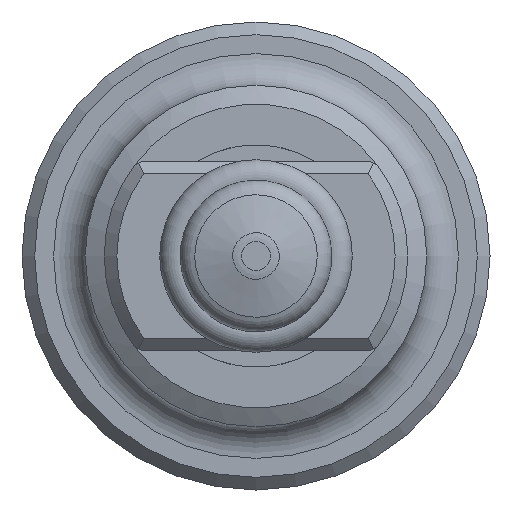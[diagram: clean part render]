
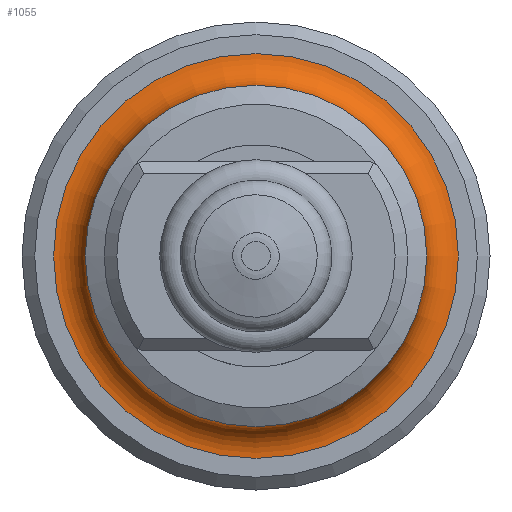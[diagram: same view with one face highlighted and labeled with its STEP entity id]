
A CAD part, left-side view. The second image highlights one B-rep face of the part: STEP entity #1055.
In plain terms, the highlighted toroidal (fillet/blend) face has major radius 20.32 mm and minor radius 3.175 mm.
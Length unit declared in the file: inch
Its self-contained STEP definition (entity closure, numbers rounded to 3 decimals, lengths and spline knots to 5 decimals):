
#131=TOROIDAL_SURFACE('',#1173,0.8,0.125);
#266=FACE_BOUND('',#420,.T.);
#320=FACE_OUTER_BOUND('',#419,.T.);
#419=EDGE_LOOP('',(#886));
#420=EDGE_LOOP('',(#887));
#499=CIRCLE('',#1167,0.8);
#502=CIRCLE('',#1174,0.675);
#588=VERTEX_POINT('',#1756);
#591=VERTEX_POINT('',#1766);
#698=EDGE_CURVE('',#588,#588,#499,.T.);
#701=EDGE_CURVE('',#591,#591,#502,.T.);
#886=ORIENTED_EDGE('',*,*,#701,.T.);
#887=ORIENTED_EDGE('',*,*,#698,.T.);
#1055=ADVANCED_FACE('',(#320,#266),#131,.F.);
#1167=AXIS2_PLACEMENT_3D('',#1757,#1416,#1417);
#1173=AXIS2_PLACEMENT_3D('',#1765,#1428,#1429);
#1174=AXIS2_PLACEMENT_3D('',#1767,#1430,#1431);
#1416=DIRECTION('center_axis',(-1.,0.,0.));
#1417=DIRECTION('ref_axis',(0.,1.,0.));
#1428=DIRECTION('center_axis',(1.,0.,0.));
#1429=DIRECTION('ref_axis',(0.,0.,1.));
#1430=DIRECTION('center_axis',(1.,0.,0.));
#1431=DIRECTION('ref_axis',(0.,1.,0.));
#1756=CARTESIAN_POINT('',(2.02,-0.8,0.));
#1757=CARTESIAN_POINT('Origin',(2.02,0.,0.));
#1765=CARTESIAN_POINT('Origin',(1.895,0.,0.));
#1766=CARTESIAN_POINT('',(1.895,-0.675,0.));
#1767=CARTESIAN_POINT('Origin',(1.895,0.,0.));
